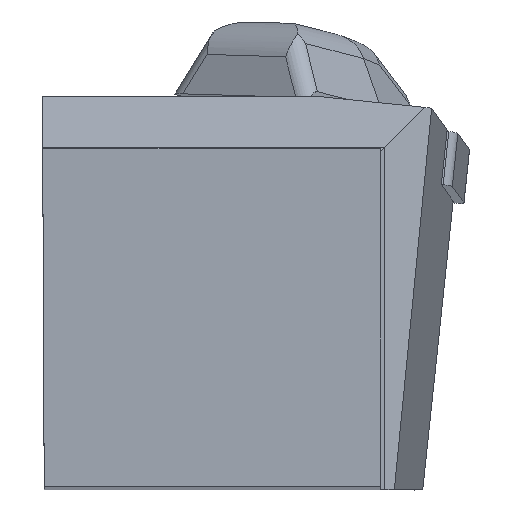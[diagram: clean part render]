
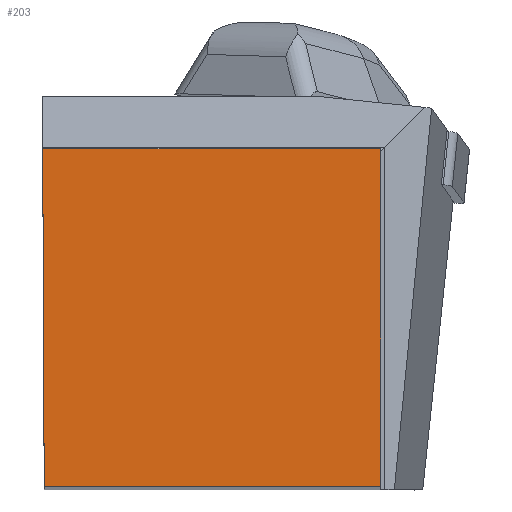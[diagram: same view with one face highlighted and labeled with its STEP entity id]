
A CAD part, top view. The second image highlights one B-rep face of the part: STEP entity #203.
In plain terms, the highlighted planar face has unit normal (0, 0, 1).
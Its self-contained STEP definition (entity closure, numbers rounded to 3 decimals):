
#141=FACE_OUTER_BOUND('',#588,.T.);
#203=ADVANCED_FACE('BLANK_BOXF006',(#141),#259,.F.);
#259=PLANE('',#1381);
#342=LINE('',#1985,#473);
#350=LINE('',#2002,#481);
#357=LINE('',#2014,#488);
#358=LINE('',#2016,#489);
#473=VECTOR('',#1576,1.);
#481=VECTOR('',#1586,1.);
#488=VECTOR('',#1597,1.);
#489=VECTOR('',#1598,1.);
#588=EDGE_LOOP('',(#755,#756,#757,#758));
#755=ORIENTED_EDGE('',*,*,#1165,.T.);
#756=ORIENTED_EDGE('',*,*,#1166,.T.);
#757=ORIENTED_EDGE('',*,*,#1150,.T.);
#758=ORIENTED_EDGE('',*,*,#1158,.T.);
#1022=VERTEX_POINT('',#1984);
#1023=VERTEX_POINT('',#1986);
#1030=VERTEX_POINT('',#2001);
#1034=VERTEX_POINT('',#2015);
#1150=EDGE_CURVE('',#1023,#1022,#342,.T.);
#1158=EDGE_CURVE('',#1022,#1030,#350,.T.);
#1165=EDGE_CURVE('',#1030,#1034,#357,.T.);
#1166=EDGE_CURVE('',#1034,#1023,#358,.T.);
#1381=AXIS2_PLACEMENT_3D('',#2017,#1599,#1600);
#1576=DIRECTION('',(0.004,-1.,0.));
#1586=DIRECTION('',(1.,0.,0.));
#1597=DIRECTION('',(0.,1.,0.));
#1598=DIRECTION('',(-1.,0.,0.));
#1599=DIRECTION('',(0.,0.,-1.));
#1600=DIRECTION('',(1.,0.,0.));
#1984=CARTESIAN_POINT('',(0.174,0.,0.));
#1985=CARTESIAN_POINT('',(-1.006,270.347,0.));
#1986=CARTESIAN_POINT('',(0.,39.85,0.));
#2001=CARTESIAN_POINT('',(39.85,0.,0.));
#2002=CARTESIAN_POINT('',(-270.35,0.,0.));
#2014=CARTESIAN_POINT('',(39.85,-270.35,0.));
#2015=CARTESIAN_POINT('',(39.85,39.85,0.));
#2016=CARTESIAN_POINT('',(270.35,39.85,0.));
#2017=CARTESIAN_POINT('',(69.35,-5.,0.));
